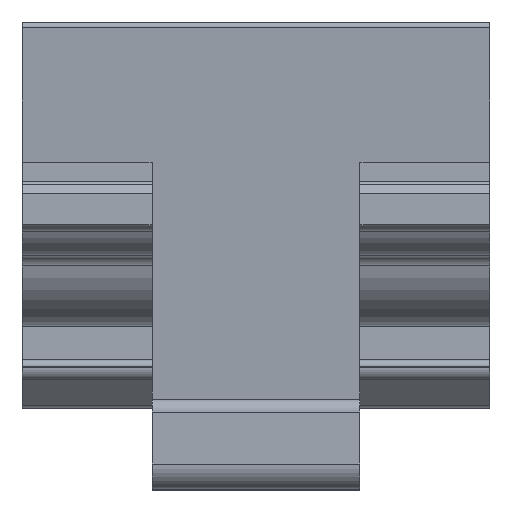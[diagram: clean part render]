
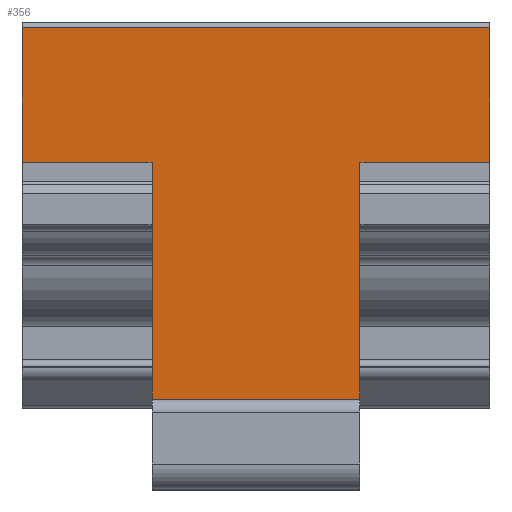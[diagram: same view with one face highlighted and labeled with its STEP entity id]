
A CAD part, left-side view. The second image highlights one B-rep face of the part: STEP entity #356.
In plain terms, the highlighted planar face has unit normal (-0.998, 0, -0.07).
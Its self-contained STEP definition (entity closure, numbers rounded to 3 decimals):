
#356 = ADVANCED_FACE( '', ( #748 ), #749, .T. );
#748 = FACE_OUTER_BOUND( '', #1157, .T. );
#749 = PLANE( '', #1158 );
#1157 = EDGE_LOOP( '', ( #2296, #2297, #2298, #2299, #2300, #2301, #2302, #2303, #2304 ) );
#1158 = AXIS2_PLACEMENT_3D( '', #2305, #2306, #2307 );
#2296 = ORIENTED_EDGE( '', *, *, #2739, .T. );
#2297 = ORIENTED_EDGE( '', *, *, #2933, .T. );
#2298 = ORIENTED_EDGE( '', *, *, #2875, .F. );
#2299 = ORIENTED_EDGE( '', *, *, #2949, .T. );
#2300 = ORIENTED_EDGE( '', *, *, #2937, .T. );
#2301 = ORIENTED_EDGE( '', *, *, #2969, .F. );
#2302 = ORIENTED_EDGE( '', *, *, #2983, .T. );
#2303 = ORIENTED_EDGE( '', *, *, #2612, .F. );
#2304 = ORIENTED_EDGE( '', *, *, #2698, .F. );
#2305 = CARTESIAN_POINT( '', ( -26.77, 18., 8.788 ) );
#2306 = DIRECTION( '', ( -0.998, 0., -0.07 ) );
#2307 = DIRECTION( '', ( -0.07, 0., 0.998 ) );
#2612 = EDGE_CURVE( '', #3202, #3203, #3204, .T. );
#2698 = EDGE_CURVE( '', #3350, #3202, #3352, .T. );
#2739 = EDGE_CURVE( '', #3350, #3416, #3418, .T. );
#2875 = EDGE_CURVE( '', #3621, #3622, #3623, .T. );
#2933 = EDGE_CURVE( '', #3416, #3622, #3688, .T. );
#2937 = EDGE_CURVE( '', #3038, #3692, #3694, .T. );
#2949 = EDGE_CURVE( '', #3621, #3038, #3708, .T. );
#2969 = EDGE_CURVE( '', #3729, #3692, #3730, .T. );
#2983 = EDGE_CURVE( '', #3729, #3203, #3749, .T. );
#3038 = VERTEX_POINT( '', #3808 );
#3202 = VERTEX_POINT( '', #4028 );
#3203 = VERTEX_POINT( '', #4029 );
#3204 = LINE( '', #4030, #4031 );
#3350 = VERTEX_POINT( '', #4221 );
#3352 = LINE( '', #4223, #4224 );
#3416 = VERTEX_POINT( '', #4306 );
#3418 = LINE( '', #4309, #4310 );
#3621 = VERTEX_POINT( '', #4574 );
#3622 = VERTEX_POINT( '', #4575 );
#3623 = LINE( '', #4576, #4577 );
#3688 = LINE( '', #4674, #4675 );
#3692 = VERTEX_POINT( '', #4679 );
#3694 = LINE( '', #4682, #4683 );
#3708 = LINE( '', #4703, #4704 );
#3729 = VERTEX_POINT( '', #4728 );
#3730 = LINE( '', #4729, #4730 );
#3749 = LINE( '', #4757, #4758 );
#3808 = CARTESIAN_POINT( '', ( -25.771, 12., -5.502 ) );
#4028 = CARTESIAN_POINT( '', ( -26.77, 0., 8.788 ) );
#4029 = CARTESIAN_POINT( '', ( -26.407, 0., 3.602 ) );
#4030 = CARTESIAN_POINT( '', ( -26.77, 0., 8.788 ) );
#4031 = VECTOR( '', #4930, 1000. );
#4221 = CARTESIAN_POINT( '', ( -26.77, 18., 8.788 ) );
#4223 = CARTESIAN_POINT( '', ( -26.77, 18., 8.788 ) );
#4224 = VECTOR( '', #5071, 1000. );
#4306 = CARTESIAN_POINT( '', ( -26.407, 18., 3.602 ) );
#4309 = CARTESIAN_POINT( '', ( -26.77, 18., 8.788 ) );
#4310 = VECTOR( '', #5136, 1000. );
#4574 = CARTESIAN_POINT( '', ( -25.771, 13., -5.502 ) );
#4575 = CARTESIAN_POINT( '', ( -26.407, 13., 3.602 ) );
#4576 = CARTESIAN_POINT( '', ( -26.77, 13., 8.788 ) );
#4577 = VECTOR( '', #5336, 1000. );
#4674 = CARTESIAN_POINT( '', ( -26.407, 18., 3.602 ) );
#4675 = VECTOR( '', #5390, 1000. );
#4679 = CARTESIAN_POINT( '', ( -25.771, 5., -5.502 ) );
#4682 = CARTESIAN_POINT( '', ( -25.771, 12., -5.502 ) );
#4683 = VECTOR( '', #5392, 1000. );
#4703 = CARTESIAN_POINT( '', ( -25.771, 18., -5.502 ) );
#4704 = VECTOR( '', #5402, 1000. );
#4728 = CARTESIAN_POINT( '', ( -26.407, 5., 3.602 ) );
#4729 = CARTESIAN_POINT( '', ( -26.77, 5., 8.788 ) );
#4730 = VECTOR( '', #5412, 1000. );
#4757 = CARTESIAN_POINT( '', ( -26.407, 18., 3.602 ) );
#4758 = VECTOR( '', #5430, 1000. );
#4930 = DIRECTION( '', ( 0.07, 0., -0.998 ) );
#5071 = DIRECTION( '', ( 0., -1., 0. ) );
#5136 = DIRECTION( '', ( 0.07, 0., -0.998 ) );
#5336 = DIRECTION( '', ( -0.07, 0., 0.998 ) );
#5390 = DIRECTION( '', ( 0., -1., 0. ) );
#5392 = DIRECTION( '', ( 0., -1., 0. ) );
#5402 = DIRECTION( '', ( 0., -1., 0. ) );
#5412 = DIRECTION( '', ( 0.07, 0., -0.998 ) );
#5430 = DIRECTION( '', ( 0., -1., 0. ) );
